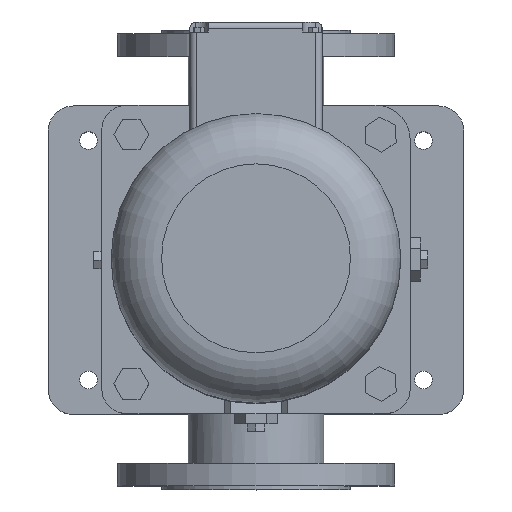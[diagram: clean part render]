
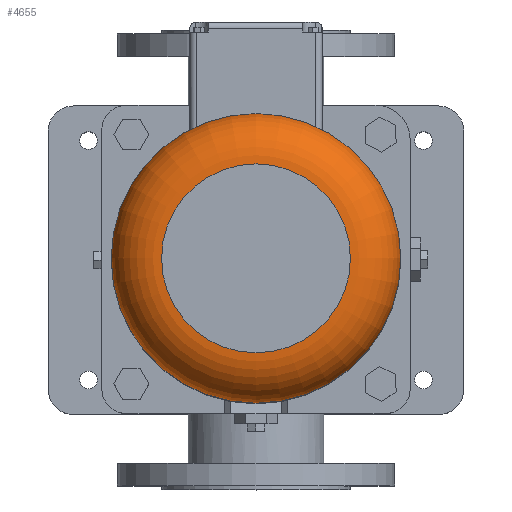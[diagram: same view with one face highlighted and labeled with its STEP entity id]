
A CAD part, top view. The second image highlights one B-rep face of the part: STEP entity #4655.
In plain terms, the highlighted toroidal (fillet/blend) face has major radius 75 mm and minor radius 40 mm.
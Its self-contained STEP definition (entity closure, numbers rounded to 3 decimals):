
#4655=ADVANCED_FACE('',(#8799,#8801),#8803,.T.);
#8799=FACE_OUTER_BOUND('',#8800,.T.);
#8800=EDGE_LOOP('',(#11699));
#8801=FACE_OUTER_BOUND('',#8802,.T.);
#8802=EDGE_LOOP('',(#11700));
#8803=TOROIDAL_SURFACE('',#8804,75.,40.);
#8804=AXIS2_PLACEMENT_3D('',#8805,#8806,#8807);
#8805=CARTESIAN_POINT('',(0.,0.,876.));
#8806=DIRECTION('',(0.,0.,-1.));
#8807=DIRECTION('',(0.,1.,0.));
#11699=ORIENTED_EDGE('',*,*,#13137,.F.);
#11700=ORIENTED_EDGE('',*,*,#13226,.T.);
#13137=EDGE_CURVE('',#15555,#15555,#15556,.T.);
#13226=EDGE_CURVE('',#15686,#15686,#15687,.T.);
#15555=VERTEX_POINT('',#23350);
#15556=CIRCLE('',#23351,115.);
#15686=VERTEX_POINT('',#23689);
#15687=CIRCLE('',#23690,75.);
#23350=CARTESIAN_POINT('',(0.,115.,876.));
#23351=AXIS2_PLACEMENT_3D('',#23352,#23353,#23354);
#23352=CARTESIAN_POINT('',(0.,0.,876.));
#23353=DIRECTION('',(0.,0.,-1.));
#23354=DIRECTION('',(0.,1.,0.));
#23689=CARTESIAN_POINT('',(0.,75.,916.));
#23690=AXIS2_PLACEMENT_3D('',#23691,#23692,#23693);
#23691=CARTESIAN_POINT('',(0.,0.,916.));
#23692=DIRECTION('',(0.,0.,-1.));
#23693=DIRECTION('',(0.,1.,0.));
